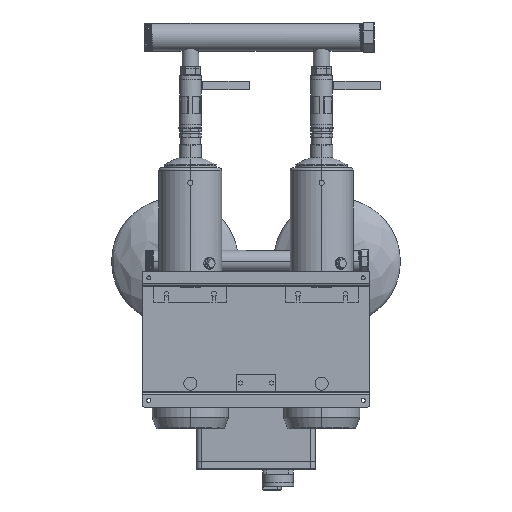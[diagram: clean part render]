
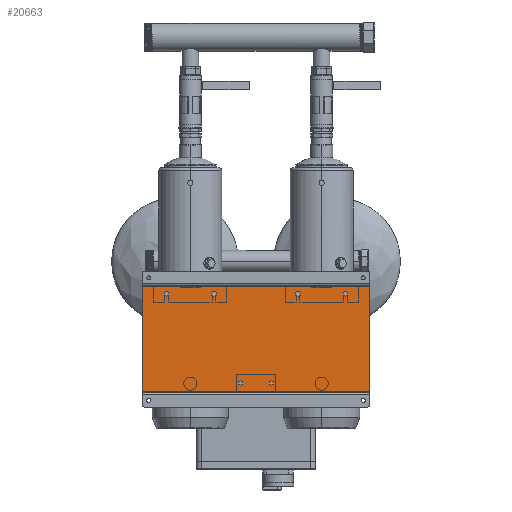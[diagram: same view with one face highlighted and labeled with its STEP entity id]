
A CAD part, front view. The second image highlights one B-rep face of the part: STEP entity #20663.
In plain terms, the highlighted planar face has unit normal (0, -1, 0).
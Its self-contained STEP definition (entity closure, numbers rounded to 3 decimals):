
#1313 = VECTOR ( 'NONE', #34745, 1000. ) ;
#2454 = ORIENTED_EDGE ( 'NONE', *, *, #87614, .F. ) ;
#3028 = ORIENTED_EDGE ( 'NONE', *, *, #80826, .F. ) ;
#5288 = CARTESIAN_POINT ( 'NONE',  ( 260., 52., 120. ) ) ;
#7636 = DIRECTION ( 'NONE',  ( -1., 0., 0. ) ) ;
#8506 = VECTOR ( 'NONE', #7636, 1000. ) ;
#8638 = LINE ( 'NONE', #58865, #73152 ) ;
#9486 = LINE ( 'NONE', #87932, #8506 ) ;
#10851 = DIRECTION ( 'NONE',  ( 0., 0., 1. ) ) ;
#12380 = CARTESIAN_POINT ( 'NONE',  ( -260., 52., -120. ) ) ;
#16216 = ORIENTED_EDGE ( 'NONE', *, *, #65448, .T. ) ;
#20663 = ADVANCED_FACE ( 'NONE', ( #64435 ), #28693, .F. ) ;
#24871 = CARTESIAN_POINT ( 'NONE',  ( 260., 52., -120. ) ) ;
#28193 = EDGE_CURVE ( 'NONE', #42648, #68339, #61259, .T. ) ;
#28693 = PLANE ( 'NONE',  #62712 ) ;
#32731 = CARTESIAN_POINT ( 'NONE',  ( -260., 52., -120. ) ) ;
#34745 = DIRECTION ( 'NONE',  ( -1., 0., 0. ) ) ;
#39008 = DIRECTION ( 'NONE',  ( 0., 1., 0. ) ) ;
#42297 = CARTESIAN_POINT ( 'NONE',  ( 260., 52., -120. ) ) ;
#42648 = VERTEX_POINT ( 'NONE', #53971 ) ;
#53971 = CARTESIAN_POINT ( 'NONE',  ( -260., 52., 120. ) ) ;
#56379 = LINE ( 'NONE', #42297, #1313 ) ;
#58865 = CARTESIAN_POINT ( 'NONE',  ( 260., 52., 120. ) ) ;
#60162 = CARTESIAN_POINT ( 'NONE',  ( 260., 52., -120. ) ) ;
#61137 = ORIENTED_EDGE ( 'NONE', *, *, #28193, .T. ) ;
#61259 = LINE ( 'NONE', #12380, #62295 ) ;
#62295 = VECTOR ( 'NONE', #83311, 1000. ) ;
#62712 = AXIS2_PLACEMENT_3D ( 'NONE', #24871, #39008, #10851 ) ;
#63035 = VERTEX_POINT ( 'NONE', #5288 ) ;
#64329 = VERTEX_POINT ( 'NONE', #60162 ) ;
#64435 = FACE_OUTER_BOUND ( 'NONE', #80512, .T. ) ;
#65448 = EDGE_CURVE ( 'NONE', #63035, #42648, #9486, .T. ) ;
#68339 = VERTEX_POINT ( 'NONE', #32731 ) ;
#73152 = VECTOR ( 'NONE', #87559, 1000. ) ;
#80512 = EDGE_LOOP ( 'NONE', ( #61137, #2454, #3028, #16216 ) ) ;
#80826 = EDGE_CURVE ( 'NONE', #63035, #64329, #8638, .T. ) ;
#83311 = DIRECTION ( 'NONE',  ( 0., 0., -1. ) ) ;
#87559 = DIRECTION ( 'NONE',  ( 0., 0., -1. ) ) ;
#87614 = EDGE_CURVE ( 'NONE', #64329, #68339, #56379, .T. ) ;
#87932 = CARTESIAN_POINT ( 'NONE',  ( 260., 52., 120. ) ) ;
